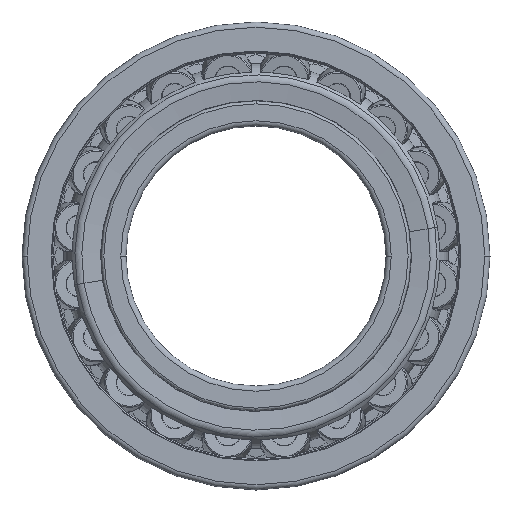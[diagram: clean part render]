
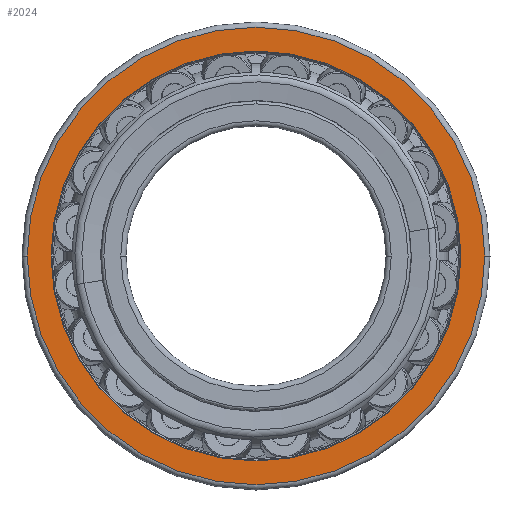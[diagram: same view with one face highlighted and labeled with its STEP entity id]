
A CAD part, left-side view. The second image highlights one B-rep face of the part: STEP entity #2024.
In plain terms, the highlighted planar face has unit normal (-1, 0, 0).
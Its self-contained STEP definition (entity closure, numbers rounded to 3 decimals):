
#2024=ADVANCED_FACE('',(#6030,#6031),#6032,.T.);
#6030=FACE_OUTER_BOUND('',#12107,.T.);
#6031=FACE_BOUND('',#12108,.T.);
#6032=PLANE('',#12109);
#12107=EDGE_LOOP('',(#20956,#20957));
#12108=EDGE_LOOP('',(#20958,#20959));
#12109=AXIS2_PLACEMENT_3D('',#20960,#20961,#20962);
#20956=ORIENTED_EDGE('',*,*,#39995,.T.);
#20957=ORIENTED_EDGE('',*,*,#39996,.T.);
#20958=ORIENTED_EDGE('',*,*,#39997,.F.);
#20959=ORIENTED_EDGE('',*,*,#39998,.F.);
#20960=CARTESIAN_POINT('',(-49.0,0.0,0.));
#20961=DIRECTION('',(-1.0,0.0,0.));
#20962=DIRECTION('',(0.,0.0,1.0));
#39995=EDGE_CURVE('',#47654,#47655,#47656,.T.);
#39996=EDGE_CURVE('',#47655,#47654,#47657,.T.);
#39997=EDGE_CURVE('',#47658,#47659,#47660,.T.);
#39998=EDGE_CURVE('',#47659,#47658,#47661,.T.);
#47654=VERTEX_POINT('',#59047);
#47655=VERTEX_POINT('',#59048);
#47656=CIRCLE('',#59049,176.0);
#47657=CIRCLE('',#59050,176.0);
#47658=VERTEX_POINT('',#59051);
#47659=VERTEX_POINT('',#59052);
#47660=CIRCLE('',#59053,157.678);
#47661=CIRCLE('',#59054,157.678);
#59047=CARTESIAN_POINT('',(-49.0,-176.0,0.));
#59048=CARTESIAN_POINT('',(-49.0,176.0,0.));
#59049=AXIS2_PLACEMENT_3D('',#108380,#108381,#108382);
#59050=AXIS2_PLACEMENT_3D('',#108383,#108384,#108385);
#59051=CARTESIAN_POINT('',(-49.0,-157.678,0.));
#59052=CARTESIAN_POINT('',(-49.0,157.678,0.));
#59053=AXIS2_PLACEMENT_3D('',#108386,#108387,#108388);
#59054=AXIS2_PLACEMENT_3D('',#108389,#108390,#108391);
#108380=CARTESIAN_POINT('',(-49.0,0.0,0.));
#108381=DIRECTION('',(-1.0,0.0,0.));
#108382=DIRECTION('',(0.0,-1.0,0.0));
#108383=CARTESIAN_POINT('',(-49.0,0.0,0.));
#108384=DIRECTION('',(-1.0,0.0,0.));
#108385=DIRECTION('',(0.0,1.0,0.0));
#108386=CARTESIAN_POINT('',(-49.0,0.0,0.));
#108387=DIRECTION('',(-1.0,0.0,0.));
#108388=DIRECTION('',(0.0,-1.0,0.0));
#108389=CARTESIAN_POINT('',(-49.0,0.0,0.));
#108390=DIRECTION('',(-1.0,0.0,0.));
#108391=DIRECTION('',(0.0,1.0,0.0));
